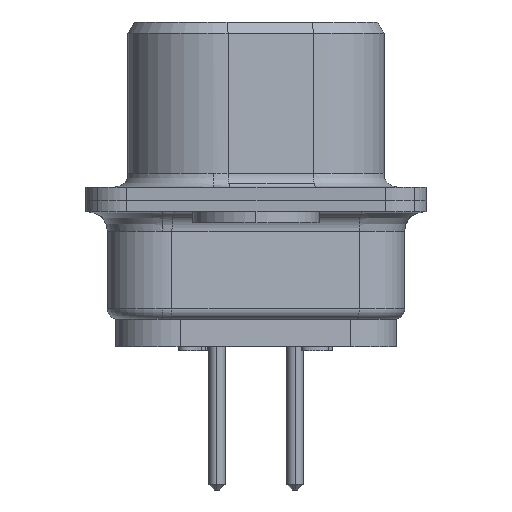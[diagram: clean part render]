
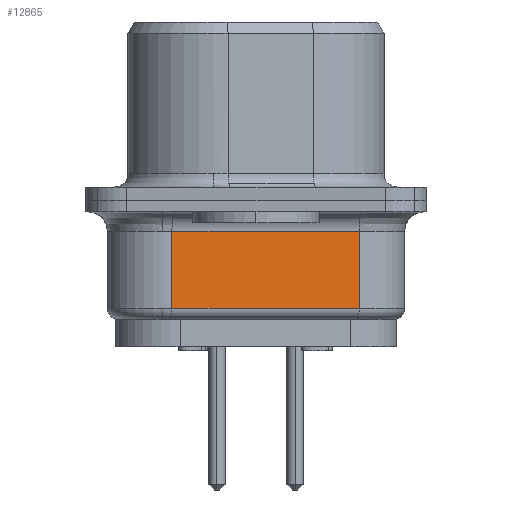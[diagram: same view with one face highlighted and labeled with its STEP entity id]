
A CAD part, left-side view. The second image highlights one B-rep face of the part: STEP entity #12865.
In plain terms, the highlighted planar face has unit normal (-0.985, -0.174, 0).
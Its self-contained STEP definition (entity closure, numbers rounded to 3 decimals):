
#11630=CARTESIAN_POINT('',(-13.72,3.053,-1.1));
#11631=VERTEX_POINT('',#11630);
#12748=CARTESIAN_POINT('',(-12.521,-3.747,-1.1));
#12749=VERTEX_POINT('',#12748);
#12750=CARTESIAN_POINT('',(-13.72,3.053,-1.1));
#12751=DIRECTION('',(0.174,-0.985,0.));
#12752=VECTOR('',#12751,6.905);
#12753=LINE('',#12750,#12752);
#12754=EDGE_CURVE('',#11631,#12749,#12753,.T.);
#12835=CARTESIAN_POINT('',(-13.72,3.053,0.0));
#12836=DIRECTION('',(-0.985,-0.174,0.0));
#12837=DIRECTION('',(0.0,0.0,1.0));
#12838=AXIS2_PLACEMENT_3D('',#12835,#12836,#12837);
#12839=PLANE('',#12838);
#12840=ORIENTED_EDGE('',*,*,#12754,.F.);
#12841=CARTESIAN_POINT('',(-13.72,3.053,-3.9));
#12842=VERTEX_POINT('',#12841);
#12843=CARTESIAN_POINT('',(-13.72,3.053,-1.1));
#12844=DIRECTION('',(0.0,0.0,-1.0));
#12845=VECTOR('',#12844,2.8);
#12846=LINE('',#12843,#12845);
#12847=EDGE_CURVE('',#11631,#12842,#12846,.T.);
#12848=ORIENTED_EDGE('',*,*,#12847,.T.);
#12849=CARTESIAN_POINT('',(-12.521,-3.747,-3.9));
#12850=VERTEX_POINT('',#12849);
#12851=CARTESIAN_POINT('',(-12.521,-3.747,-3.9));
#12852=DIRECTION('',(-0.174,0.985,0.0));
#12853=VECTOR('',#12852,6.905);
#12854=LINE('',#12851,#12853);
#12855=EDGE_CURVE('',#12850,#12842,#12854,.T.);
#12856=ORIENTED_EDGE('',*,*,#12855,.F.);
#12857=CARTESIAN_POINT('',(-12.521,-3.747,-1.1));
#12858=DIRECTION('',(0.0,0.0,-1.0));
#12859=VECTOR('',#12858,2.8);
#12860=LINE('',#12857,#12859);
#12861=EDGE_CURVE('',#12749,#12850,#12860,.T.);
#12862=ORIENTED_EDGE('',*,*,#12861,.F.);
#12863=EDGE_LOOP('',(#12840,#12848,#12856,#12862));
#12864=FACE_OUTER_BOUND('',#12863,.T.);
#12865=ADVANCED_FACE('',(#12864),#12839,.T.);
